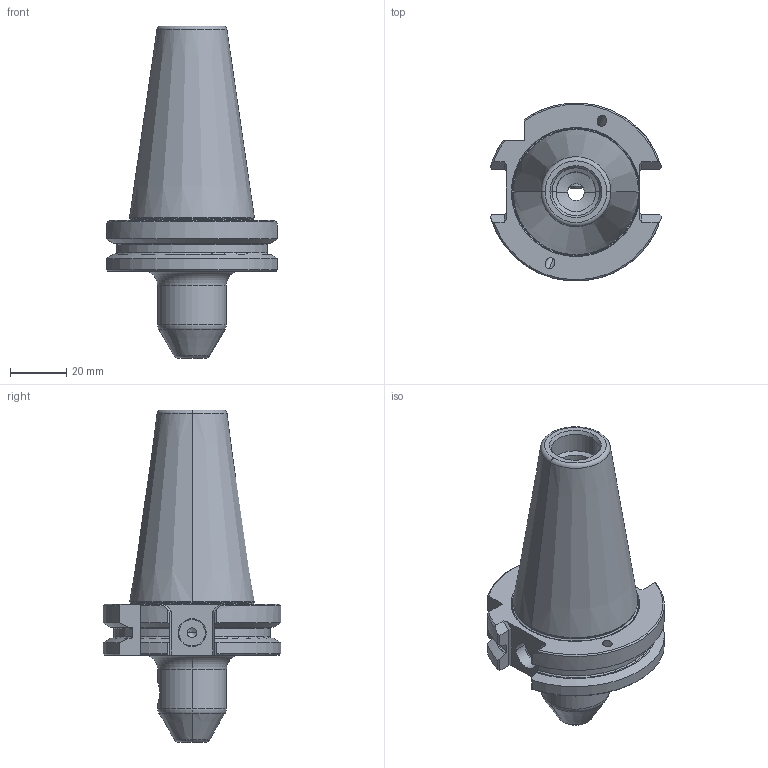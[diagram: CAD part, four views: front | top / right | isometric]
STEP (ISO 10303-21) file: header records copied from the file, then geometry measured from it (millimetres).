
FILE_DESCRIPTION(('no description'),'unknown implementation level');
FILE_NAME('C27CF378-7B7E-42B7-B6D0-E71884FF4E03_export.stp',' ',('CIMSOURCE GmbH'),('CADClick - KiM GmbH - www.kimweb.de'),'unknown preprocess','ACIS','unknown authorization');
FILE_SCHEMA(('automotive_design'));
Length unit declared in the file: millimetre
Products named in the file (2): 490.106 Kaiser SK40B_VBD X D6B X 50|690.477 Kaiser ETL M6 X 10_Standard;NONE; 490.106 Kaiser SK40B_VBD X D6B X 50|490.106 Kaiser SK40B_VBD X D6B X 50_Standard;NONE
Bounding box: 61.02 x 63.34 x 118.25 mm (x, y, z)
Volume: 113319.3 mm3; surface area: 24240.4 mm2
Topology: 2 solids, 2 shells, 179 faces, 450 edges, 279 vertices
Faces by surface type: plane 60, cylinder 55, cone 44, torus 20
Entity records: 10871 total; most frequent: CARTESIAN_POINT 1471, DIRECTION 944, STYLED_ITEM 904, PRESENTATION_STYLE_ASSIGNMENT 904, COLOUR_RGB 904, ORIENTED_EDGE 888, EDGE_CURVE 444, CURVE_STYLE 444
